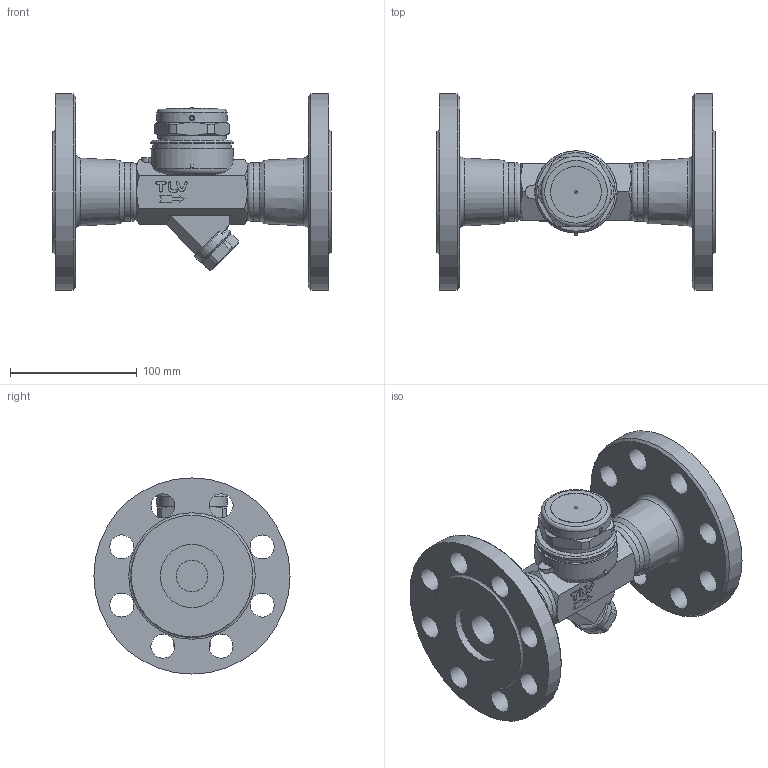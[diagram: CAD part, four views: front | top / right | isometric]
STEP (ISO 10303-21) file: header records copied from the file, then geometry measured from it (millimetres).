
FILE_DESCRIPTION((''),'2;1');
FILE_NAME('p46rw-050-jis20-00.stp','2011-03-04T16:48:25',('nakaot'),(''),'Autodesk Inventor 2008','Autodesk Inventor 2008','');
FILE_SCHEMA(('AUTOMOTIVE_DESIGN { 1 0 10303 214 1 1 1 1 }'));
Length unit declared in the file: millimetre
Products named in the file (1): p46rw-050-jis20-00
Bounding box: 220 x 155 x 155 mm (x, y, z)
Volume: 988176 mm3; surface area: 147746 mm2
Topology: 2 solids, 2 shells, 184 faces, 446 edges, 286 vertices
Faces by surface type: plane 75, cylinder 46, bspline 31, cone 21, sphere 6, torus 5
Full cylindrical faces by diameter (mm): 3 x1, 19 x8, 25 x1, 34 x1, 40 x1, 46 x1, 50 x1, 54 x1, 55.5 x1, 62 x1, 65 x2, 155 x1
Entity records: 7719 total; most frequent: CARTESIAN_POINT 3755, DIRECTION 787, ORIENTED_EDGE 762, EDGE_CURVE 381, AXIS2_PLACEMENT_3D 320, EDGE_LOOP 292, VERTEX_POINT 275, FACE_OUTER_BOUND 184
